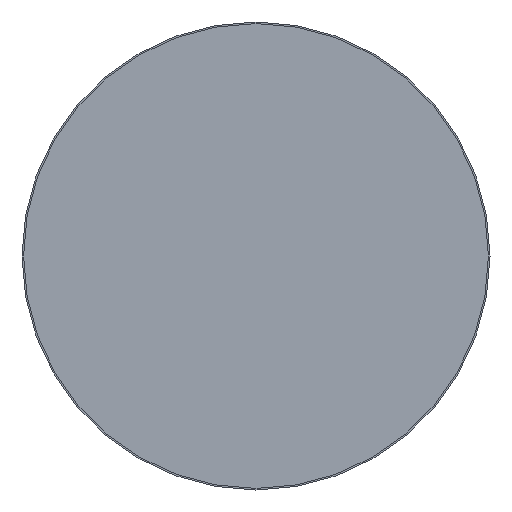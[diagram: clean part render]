
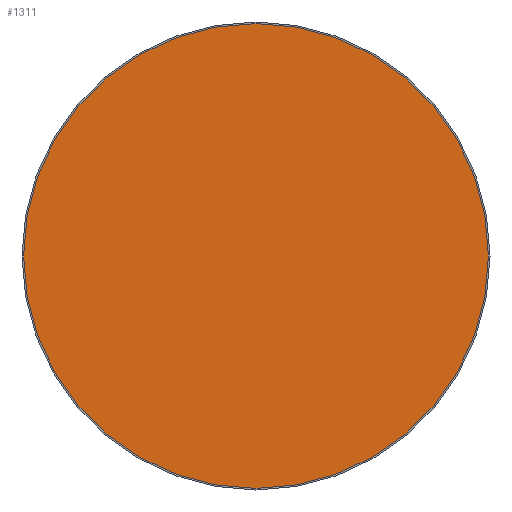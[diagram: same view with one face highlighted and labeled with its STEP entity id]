
A CAD part, front view. The second image highlights one B-rep face of the part: STEP entity #1311.
In plain terms, the highlighted planar face has unit normal (0, -1, 0).
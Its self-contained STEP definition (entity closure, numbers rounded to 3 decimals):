
#275 = AXIS2_PLACEMENT_3D ( 'NONE', #514, #1689, #523 ) ;
#303 = DIRECTION ( 'NONE',  ( 0., -1., 0. ) ) ;
#360 = EDGE_CURVE ( 'NONE', #1334, #1718, #1111, .T. ) ;
#462 = ORIENTED_EDGE ( 'NONE', *, *, #360, .T. ) ;
#514 = CARTESIAN_POINT ( 'NONE',  ( 0., 0., 0. ) ) ;
#515 = CIRCLE ( 'NONE', #1164, 29.8 ) ;
#523 = DIRECTION ( 'NONE',  ( -1., 0., 0. ) ) ;
#621 = FACE_OUTER_BOUND ( 'NONE', #1680, .T. ) ;
#686 = EDGE_CURVE ( 'NONE', #1718, #1334, #515, .T. ) ;
#826 = CARTESIAN_POINT ( 'NONE',  ( 0., 0., 0. ) ) ;
#857 = DIRECTION ( 'NONE',  ( 1., 0., 0. ) ) ;
#867 = CARTESIAN_POINT ( 'NONE',  ( 0., 0., 0. ) ) ;
#868 = AXIS2_PLACEMENT_3D ( 'NONE', #867, #303, #857 ) ;
#1073 = CARTESIAN_POINT ( 'NONE',  ( 29.8, 0., 0. ) ) ;
#1111 = CIRCLE ( 'NONE', #868, 29.8 ) ;
#1159 = PLANE ( 'NONE',  #275 ) ;
#1164 = AXIS2_PLACEMENT_3D ( 'NONE', #826, #1368, #1357 ) ;
#1178 = CARTESIAN_POINT ( 'NONE',  ( -29.8, 0., 0. ) ) ;
#1311 = ADVANCED_FACE ( 'NONE', ( #621 ), #1159, .F. ) ;
#1334 = VERTEX_POINT ( 'NONE', #1178 ) ;
#1357 = DIRECTION ( 'NONE',  ( 1., 0., 0. ) ) ;
#1368 = DIRECTION ( 'NONE',  ( 0., -1., 0. ) ) ;
#1574 = ORIENTED_EDGE ( 'NONE', *, *, #686, .T. ) ;
#1680 = EDGE_LOOP ( 'NONE', ( #1574, #462 ) ) ;
#1689 = DIRECTION ( 'NONE',  ( 0., 1., 0. ) ) ;
#1718 = VERTEX_POINT ( 'NONE', #1073 ) ;
